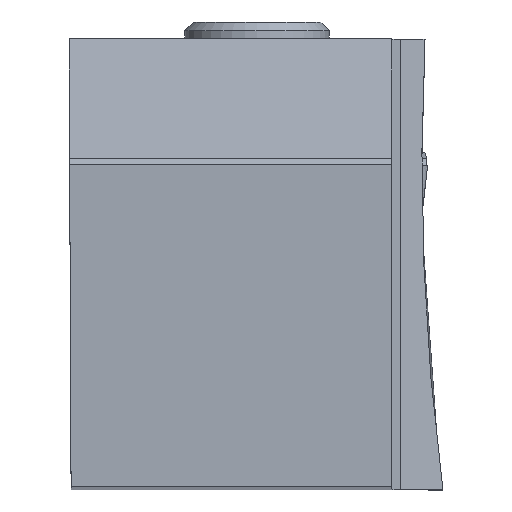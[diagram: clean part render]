
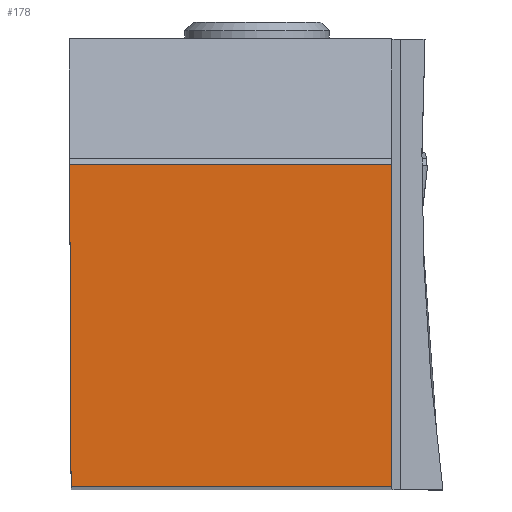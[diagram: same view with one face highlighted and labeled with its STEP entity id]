
A CAD part, top view. The second image highlights one B-rep face of the part: STEP entity #178.
In plain terms, the highlighted planar face has unit normal (0, 0, 1).
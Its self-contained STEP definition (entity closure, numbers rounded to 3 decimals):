
#178=ADVANCED_FACE('BLANK_BOXF006',(#285),#227,.F.);
#227=PLANE('',#1357);
#285=FACE_OUTER_BOUND('',#345,.T.);
#345=EDGE_LOOP('',(#603,#604,#605,#606));
#603=ORIENTED_EDGE('',*,*,#947,.T.);
#604=ORIENTED_EDGE('',*,*,#948,.T.);
#605=ORIENTED_EDGE('',*,*,#943,.T.);
#606=ORIENTED_EDGE('',*,*,#937,.T.);
#791=VERTEX_POINT('',#2317);
#792=VERTEX_POINT('',#2319);
#795=VERTEX_POINT('',#2330);
#798=VERTEX_POINT('',#2338);
#937=EDGE_CURVE('',#792,#791,#1058,.T.);
#943=EDGE_CURVE('',#795,#792,#1064,.T.);
#947=EDGE_CURVE('',#791,#798,#1068,.T.);
#948=EDGE_CURVE('',#798,#795,#1069,.T.);
#1058=LINE('',#2318,#1177);
#1064=LINE('',#2329,#1183);
#1068=LINE('',#2337,#1187);
#1069=LINE('',#2339,#1188);
#1177=VECTOR('',#1589,1.);
#1183=VECTOR('',#1599,1.);
#1187=VECTOR('',#1605,1.);
#1188=VECTOR('',#1606,1.);
#1357=AXIS2_PLACEMENT_3D('',#2340,#1607,#1608);
#1589=DIRECTION('',(1.,0.,0.));
#1599=DIRECTION('',(0.004,-1.,0.));
#1605=DIRECTION('',(0.,1.,0.));
#1606=DIRECTION('',(-1.,0.,0.));
#1607=DIRECTION('',(0.,0.,-1.));
#1608=DIRECTION('',(0.,-1.,0.));
#2317=CARTESIAN_POINT('',(18.923,0.,0.));
#2318=CARTESIAN_POINT('',(-126.2,0.,0.));
#2319=CARTESIAN_POINT('',(0.083,0.,0.));
#2329=CARTESIAN_POINT('',(-0.468,126.199,0.));
#2330=CARTESIAN_POINT('',(0.,18.923,0.));
#2337=CARTESIAN_POINT('',(18.923,-126.2,0.));
#2338=CARTESIAN_POINT('',(18.923,18.923,0.));
#2339=CARTESIAN_POINT('',(126.2,18.923,0.));
#2340=CARTESIAN_POINT('',(21.916,-5.,0.));
